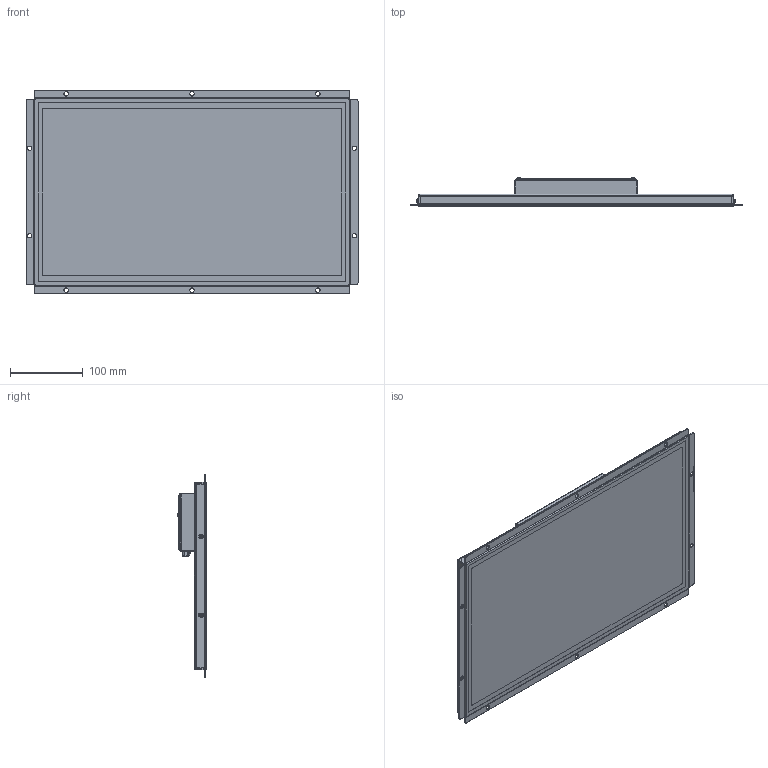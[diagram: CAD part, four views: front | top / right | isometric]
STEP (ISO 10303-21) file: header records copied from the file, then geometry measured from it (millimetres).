
FILE_DESCRIPTION(/* description */ ('TFT 18,5 Zoll 16_9 Rev.1.0'),/* implementation_level */ '2;1');
FILE_NAME(/* name */ '20000247 TFT 18,5 Zoll 16_9 Rev.1.0.stp',/* time_stamp */ '2019-08-20T12:42:30+02:00',/* author */ ('Uwe Kosiol'),/* organization */ (''),/* preprocessor_version */ 'ST-DEVELOPER v17.2',/* originating_system */ 'Autodesk Inventor 2019',/* authorisation */ '');
FILE_SCHEMA (('AUTOMOTIVE_DESIGN { 1 0 10303 214 3 1 1 }'));
Products named in the file (14): 20000247; 00003297; 00003622; ANSI B18.3.4M - M3 x 0.5 x 4; 00003623; 00003624; 00003629; 00003236; 00000010; 00003223 ; 00003224; 40000008; ANSI B18.3.4M - M3 x 0.5 x 5; ANSI B18.3.4M - M3 x 0.5 x 8
Assembly tree (30 placements, depth 2):
  20000247
    00003297
    00003622
    ANSI B18.3.4M - M3 x 0.5 x 4  x4
    00003623
    00003624
    00003629
    00003236
    00003224  x8
    00000010
    00003223 
    40000008
    ANSI B18.3.4M - M3 x 0.5 x 5  x7
    ANSI B18.3.4M - M3 x 0.5 x 8  x2
Bounding box: 455 x 39.15 x 279 mm (x, y, z)
Volume: 1522246.3 mm3; surface area: 615658.4 mm2
Topology: 73 solids, 73 shells, 2082 faces, 5311 edges, 3534 vertices
Faces by surface type: plane 1251, cylinder 514, bspline 149, cone 102, torus 57, sphere 9
Full cylindrical faces by diameter (mm): 0.5 x48, 0.8 x15, 1 x2, 1.5 x1, 2.459 x17, 2.5 x2, 2.8 x2, 2.9 x1, 3 x16, 3.2 x10, 3.3 x2, 3.5 x6, 4.5 x2, 5.41 x9, 5.42 x9, 5.7 x13, 6 x11, 8 x2
Entity records: 60197 total; most frequent: CARTESIAN_POINT 13081, ORIENTED_EDGE 9374, DIRECTION 9198, EDGE_CURVE 4687, VERTEX_POINT 3118, LINE 3096, VECTOR 3096, AXIS2_PLACEMENT_3D 3051
